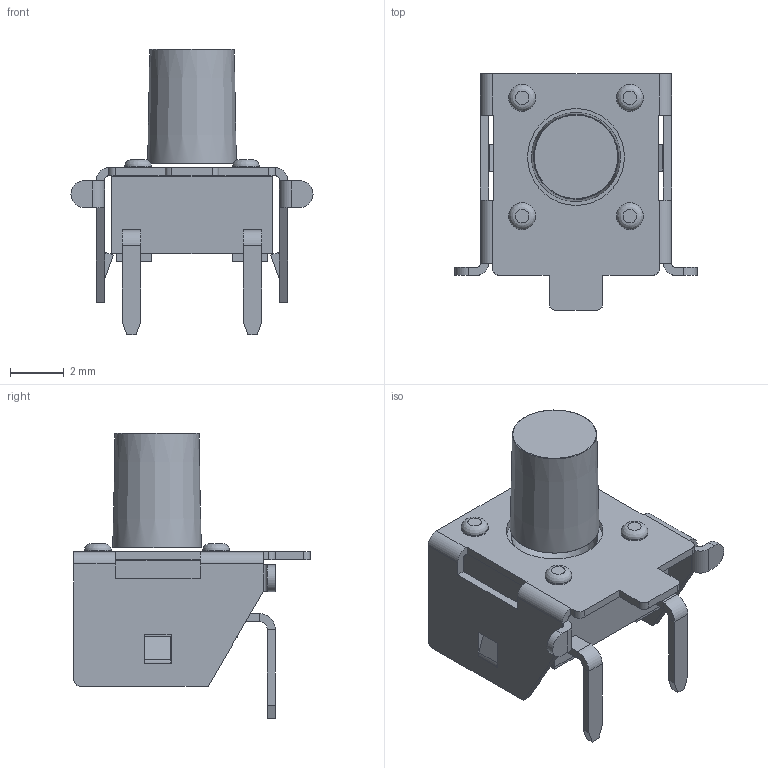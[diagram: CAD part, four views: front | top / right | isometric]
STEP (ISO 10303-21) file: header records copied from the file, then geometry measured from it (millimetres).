
FILE_DESCRIPTION(/* description */ ('TACT SWITCH, SMT - RIGHT ANGLE SPST'),/* implementation_level */ '2;1');
FILE_NAME(/* name */ 'CS1102V6.85F100.stp',/* time_stamp */ '2023-10-25T11:02:36-05:00',/* author */ ('cnher'),/* organization */ (''),/* preprocessor_version */ 'ST-DEVELOPER v19',/* originating_system */ 'Autodesk Inventor 2023',/* authorisation */ '');
FILE_SCHEMA (('AUTOMOTIVE_DESIGN { 1 0 10303 214 3 1 1 }'));
Length unit declared in the file: millimetre
Products named in the file (5): CS1102V6.85F100; Base_New; Frame_CS; Terminal; Actuator taper6.85
Assembly tree (5 placements, depth 2):
  CS1102V6.85F100
    Base_New
    Frame_CS
    Terminal  x2
    Actuator taper6.85
Bounding box: 9 x 8.8 x 10.6 mm (x, y, z)
Volume: 176.1 mm3; surface area: 517.6 mm2
Topology: 5 solids, 5 shells, 208 faces, 512 edges, 316 vertices
Faces by surface type: plane 150, cylinder 45, sphere 6, bspline 4, torus 2, cone 1
Full cylindrical faces by diameter (mm): 1 x8, 3.6 x1
Entity records: 5975 total; most frequent: CARTESIAN_POINT 1073, DIRECTION 972, ORIENTED_EDGE 942, EDGE_CURVE 471, LINE 366, VECTOR 366, AXIS2_PLACEMENT_3D 303, VERTEX_POINT 296
